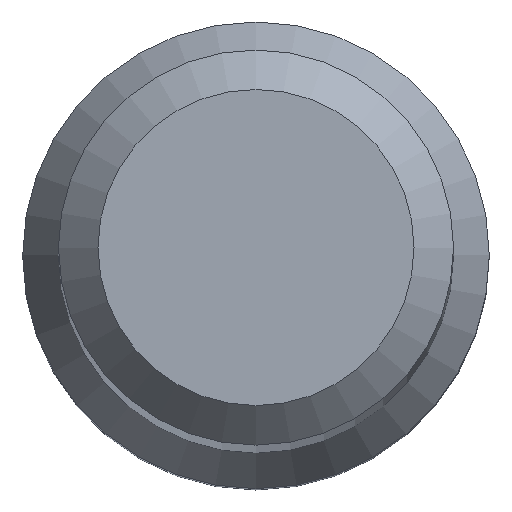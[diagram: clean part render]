
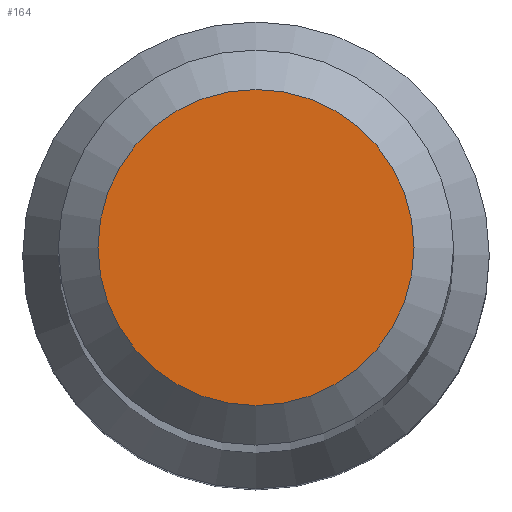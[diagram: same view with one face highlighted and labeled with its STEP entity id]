
A CAD part, top view. The second image highlights one B-rep face of the part: STEP entity #164.
In plain terms, the highlighted planar face has unit normal (0, 0, 1).
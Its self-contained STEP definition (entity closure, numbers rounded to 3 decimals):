
#33 = DIRECTION ( 'NONE',  ( 0., 0., 1. ) ) ;
#56 = EDGE_CURVE ( 'NONE', #212, #212, #226, .T. ) ;
#68 = CARTESIAN_POINT ( 'NONE',  ( 0., 4., 133. ) ) ;
#85 = AXIS2_PLACEMENT_3D ( 'NONE', #172, #33, #208 ) ;
#103 = ORIENTED_EDGE ( 'NONE', *, *, #56, .F. ) ;
#108 = CARTESIAN_POINT ( 'NONE',  ( 0., 0., 133. ) ) ;
#129 = DIRECTION ( 'NONE',  ( 0., 0., -1. ) ) ;
#131 = DIRECTION ( 'NONE',  ( 0., 1., 0. ) ) ;
#133 = EDGE_LOOP ( 'NONE', ( #103 ) ) ;
#135 = PLANE ( 'NONE',  #85 ) ;
#146 = AXIS2_PLACEMENT_3D ( 'NONE', #108, #129, #131 ) ;
#148 = FACE_OUTER_BOUND ( 'NONE', #133, .T. ) ;
#164 = ADVANCED_FACE ( 'NONE', ( #148 ), #135, .T. ) ;
#172 = CARTESIAN_POINT ( 'NONE',  ( 0., 0., 133. ) ) ;
#208 = DIRECTION ( 'NONE',  ( 0., -1., 0. ) ) ;
#212 = VERTEX_POINT ( 'NONE', #68 ) ;
#226 = CIRCLE ( 'NONE', #146, 4. ) ;
